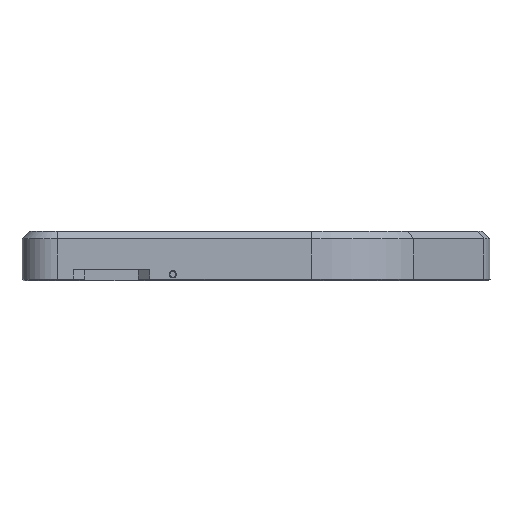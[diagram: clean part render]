
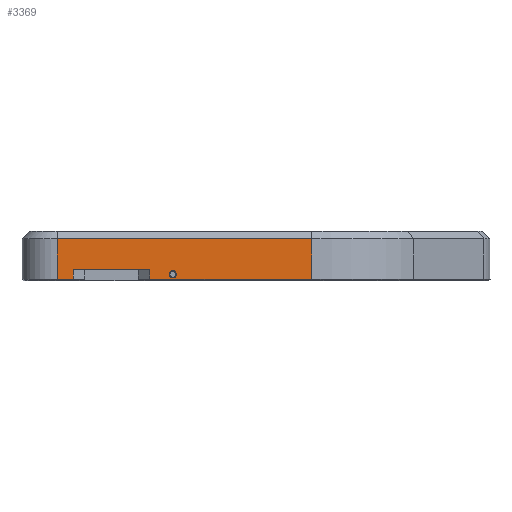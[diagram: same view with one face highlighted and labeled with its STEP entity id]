
A CAD part, left-side view. The second image highlights one B-rep face of the part: STEP entity #3369.
In plain terms, the highlighted planar face has unit normal (-1, 0, 0).
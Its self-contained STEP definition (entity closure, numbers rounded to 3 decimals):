
#1365=CARTESIAN_POINT('',(-55.95,10.668,-2.6));
#1366=VERTEX_POINT('',#1365);
#1373=CARTESIAN_POINT('',(-55.95,53.,-2.6));
#1374=VERTEX_POINT('',#1373);
#1375=CARTESIAN_POINT('',(-55.95,10.668,-2.6));
#1376=DIRECTION('',(-0.,1.,-0.));
#1377=VECTOR('',#1376,42.332);
#1378=LINE('',#1375,#1377);
#1379=EDGE_CURVE('',#1366,#1374,#1378,.T.);
#1654=CARTESIAN_POINT('',(-55.95,73.,-2.6));
#1655=VERTEX_POINT('',#1654);
#1701=CARTESIAN_POINT('',(-55.95,77.2,-2.6));
#1702=VERTEX_POINT('',#1701);
#1703=CARTESIAN_POINT('',(-55.95,73.,-2.6));
#1704=DIRECTION('',(-0.,1.,-0.));
#1705=VECTOR('',#1704,4.2);
#1706=LINE('',#1703,#1705);
#1707=EDGE_CURVE('',#1655,#1702,#1706,.T.);
#3305=CARTESIAN_POINT('',(-55.95,77.2,10.));
#3306=DIRECTION('',(-1.,0.,0.));
#3307=DIRECTION('',(0.,0.,-1.));
#3308=AXIS2_PLACEMENT_3D('',#3305,#3306,#3307);
#3309=PLANE('',#3308);
#3310=CARTESIAN_POINT('',(-55.95,46.01,-1.3));
#3311=VERTEX_POINT('',#3310);
#3312=CARTESIAN_POINT('',(-55.95,46.96,-1.3));
#3313=DIRECTION('',(-1.,-0.,0.));
#3314=DIRECTION('',(0.,-1.,-0.));
#3315=AXIS2_PLACEMENT_3D('',#3312,#3313,#3314);
#3316=CIRCLE('',#3315,0.95);
#3317=EDGE_CURVE('',#3311,#3311,#3316,.T.);
#3318=ORIENTED_EDGE('',*,*,#3317,.F.);
#3319=EDGE_LOOP('',(#3318));
#3320=FACE_BOUND('',#3319,.T.);
#3321=CARTESIAN_POINT('',(-55.95,53.,0.));
#3322=VERTEX_POINT('',#3321);
#3323=CARTESIAN_POINT('',(-55.95,53.,-2.6));
#3324=DIRECTION('',(-0.,-0.,1.));
#3325=VECTOR('',#3324,2.6);
#3326=LINE('',#3323,#3325);
#3327=EDGE_CURVE('',#1374,#3322,#3326,.T.);
#3328=ORIENTED_EDGE('',*,*,#3327,.F.);
#3329=ORIENTED_EDGE('',*,*,#1379,.F.);
#3330=CARTESIAN_POINT('',(-55.95,10.668,8.));
#3331=VERTEX_POINT('',#3330);
#3332=CARTESIAN_POINT('',(-55.95,10.668,8.));
#3333=DIRECTION('',(0.,0.,-1.));
#3334=VECTOR('',#3333,10.6);
#3335=LINE('',#3332,#3334);
#3336=EDGE_CURVE('',#3331,#1366,#3335,.T.);
#3337=ORIENTED_EDGE('',*,*,#3336,.F.);
#3338=CARTESIAN_POINT('',(-55.95,77.2,8.));
#3339=VERTEX_POINT('',#3338);
#3340=CARTESIAN_POINT('',(-55.95,77.2,8.));
#3341=DIRECTION('',(0.,-1.,-0.));
#3342=VECTOR('',#3341,66.532);
#3343=LINE('',#3340,#3342);
#3344=EDGE_CURVE('',#3339,#3331,#3343,.T.);
#3345=ORIENTED_EDGE('',*,*,#3344,.F.);
#3346=CARTESIAN_POINT('',(-55.95,77.2,8.));
#3347=DIRECTION('',(0.,0.,-1.));
#3348=VECTOR('',#3347,10.6);
#3349=LINE('',#3346,#3348);
#3350=EDGE_CURVE('',#3339,#1702,#3349,.T.);
#3351=ORIENTED_EDGE('',*,*,#3350,.T.);
#3352=ORIENTED_EDGE('',*,*,#1707,.F.);
#3353=CARTESIAN_POINT('',(-55.95,73.,0.));
#3354=VERTEX_POINT('',#3353);
#3355=CARTESIAN_POINT('',(-55.95,73.,-0.));
#3356=DIRECTION('',(0.,0.,-1.));
#3357=VECTOR('',#3356,2.6);
#3358=LINE('',#3355,#3357);
#3359=EDGE_CURVE('',#3354,#1655,#3358,.T.);
#3360=ORIENTED_EDGE('',*,*,#3359,.F.);
#3361=CARTESIAN_POINT('',(-55.95,53.,-0.));
#3362=DIRECTION('',(-0.,1.,0.));
#3363=VECTOR('',#3362,20.);
#3364=LINE('',#3361,#3363);
#3365=EDGE_CURVE('',#3322,#3354,#3364,.T.);
#3366=ORIENTED_EDGE('',*,*,#3365,.F.);
#3367=EDGE_LOOP('',(#3328,#3329,#3337,#3345,#3351,#3352,#3360,#3366));
#3368=FACE_BOUND('',#3367,.T.);
#3369=ADVANCED_FACE('',(#3320,#3368),#3309,.T.);
